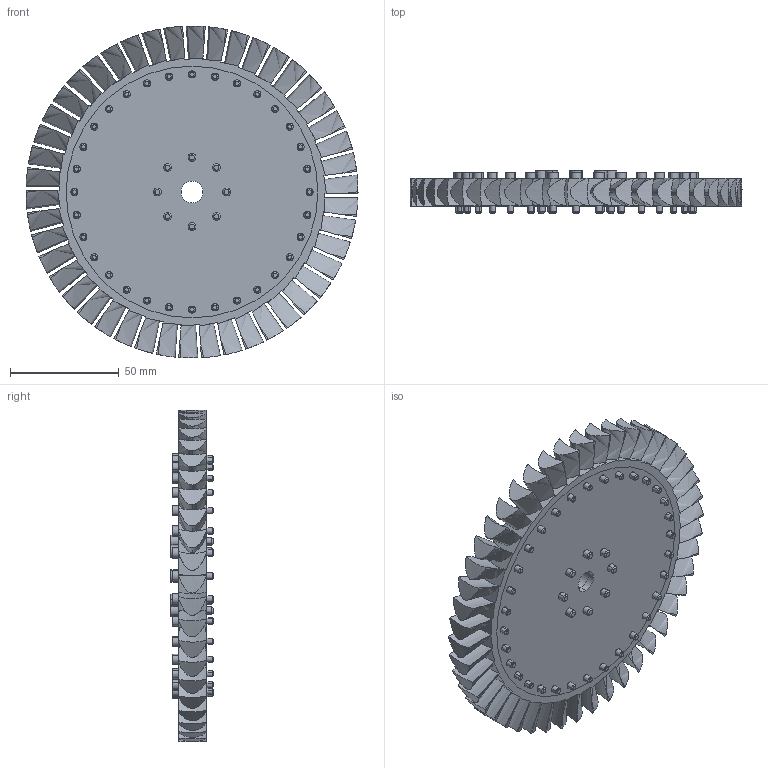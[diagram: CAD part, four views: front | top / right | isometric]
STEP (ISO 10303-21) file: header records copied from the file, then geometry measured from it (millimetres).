
FILE_DESCRIPTION (( 'STEP AP214' ), '1' );
FILE_NAME ('[TP] [Turb] Rotor25.STEP', '2024-04-23T07:15:35', ( '' ), ( '' ), 'SwSTEP 2.0', 'SolidWorks 2023', '' );
FILE_SCHEMA (( 'AUTOMOTIVE_DESIGN' ));
Length unit declared in the file: millimetre
Products named in the file (5): [TP] [Turb] Rotor Rim Bolt - 92196A112_92196A112; [TP] [Turb] Rotor25; [TP] [Turb] Rotor Sandwich Bolt - 92196A150_92196A150; [TP] [Turb] Blisk; [TP] [Turb] Rotor Outer Plate
Assembly tree (43 placements, depth 2):
  [TP] [Turb] Rotor25
    [TP] [Turb] Blisk
    [TP] [Turb] Rotor Outer Plate  x2
    [TP] [Turb] Rotor Sandwich Bolt - 92196A150_92196A150  x8
    [TP] [Turb] Rotor Rim Bolt - 92196A112_92196A112  x32
Bounding box: 152.4 x 19.38 x 152.4 mm (x, y, z)
Volume: 159433 mm3; surface area: 107524 mm2
Topology: 43 solids, 43 shells, 970 faces, 2534 edges, 1692 vertices
Faces by surface type: cylinder 516, plane 282, bspline 92, cone 80
Entity records: 21782 total; most frequent: CARTESIAN_POINT 6901, ORIENTED_EDGE 3348, DIRECTION 2768, EDGE_CURVE 1674, VERTEX_POINT 1144, AXIS2_PLACEMENT_3D 1057, EDGE_LOOP 726, VECTOR 654
